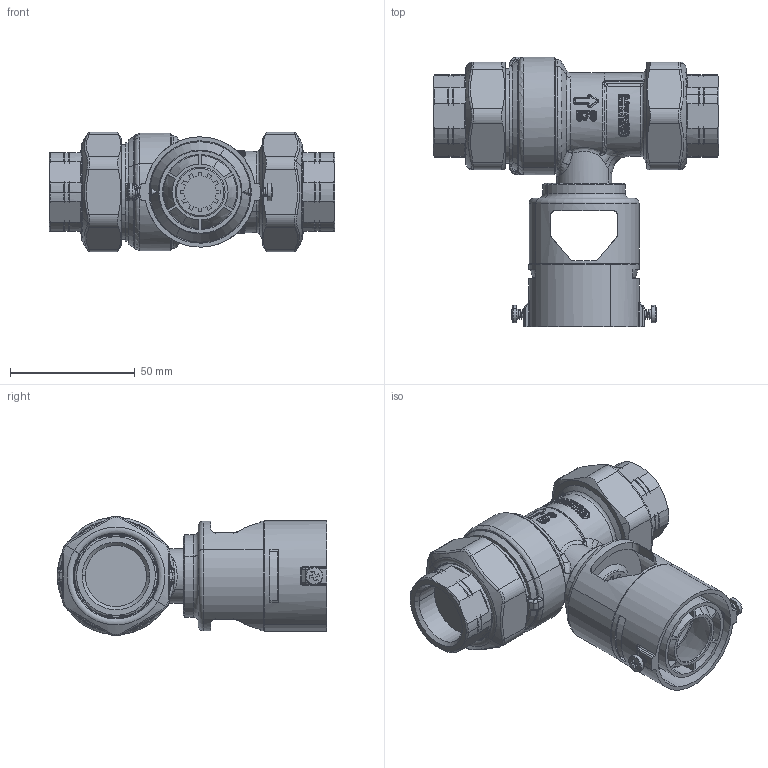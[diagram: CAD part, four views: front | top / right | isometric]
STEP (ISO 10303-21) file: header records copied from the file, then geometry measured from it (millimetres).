
FILE_DESCRIPTION(('CATIA V5 STEP Exchange','CAx-IF Rec.Pracs.--- Model Styling and Organization---1.4--- 2014-01-23','CAx-IF Rec.Pracs.---3D Tessellated Data Validation Properties---0.5---2014-09-14'),'2;1');
FILE_NAME('STEP_573515_-_TST.stp','2021-02-02T14:39:14+00:00',('none'),('none'),'CATIA Version 5-6 Release 2019 SP3','CATIA V5 STEP AP242 v1','none');
FILE_SCHEMA(('AP242_MANAGED_MODEL_BASED_3D_ENGINEERING_MIM_LF {1 0 10303 442 1 1 4}'));
Length unit declared in the file: millimetre
Products named in the file (1): 573515 - TST
Bounding box: 114.5 x 107.89 x 47.78 mm (x, y, z)
Volume: 159050.4 mm3; surface area: 43855.9 mm2
Topology: 1 solids, 1 shells, 2227 faces, 5431 edges, 3043 vertices
Faces by surface type: bspline 1184, cylinder 419, plane 230, sphere 172, cone 158, torus 64
Entity records: 128389 total; most frequent: CARTESIAN_POINT 89854, ORIENTED_EDGE 10462, EDGE_CURVE 5231, B_SPLINE_CURVE_WITH_KNOTS 3433, DIRECTION 3204, VERTEX_POINT 3043, EDGE_LOOP 2280, ADVANCED_FACE 2227
